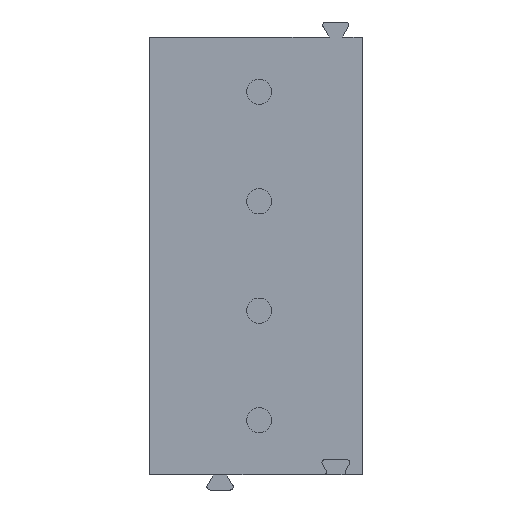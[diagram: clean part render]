
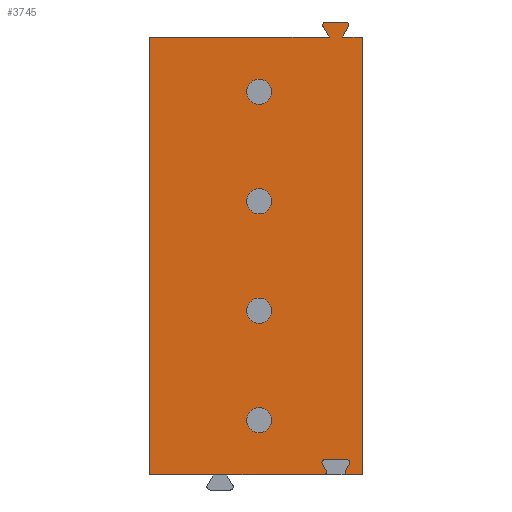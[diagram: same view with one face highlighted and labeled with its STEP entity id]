
A CAD part, front view. The second image highlights one B-rep face of the part: STEP entity #3745.
In plain terms, the highlighted planar face has unit normal (0, -1, 0).
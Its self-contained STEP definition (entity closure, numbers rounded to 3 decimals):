
#26=DIRECTION('',(1.,0.,0.));
#27=VECTOR('',#26,0.634);
#28=CARTESIAN_POINT('',(2.766,-4.2,12.25));
#29=LINE('',#28,#27);
#42=DIRECTION('',(1.,0.,0.));
#43=VECTOR('',#42,5.736);
#44=CARTESIAN_POINT('',(-3.4,-4.2,12.25));
#45=LINE('',#44,#43);
#333=CARTESIAN_POINT('',(2.948,-4.2,-1.65));
#334=DIRECTION('',(0.,-1.,0.));
#335=DIRECTION('',(-0.866,0.,0.5));
#336=AXIS2_PLACEMENT_3D('',#333,#334,#335);
#338=DIRECTION('',(0.5,0.,0.866));
#339=VECTOR('',#338,0.231);
#340=CARTESIAN_POINT('',(2.862,-4.2,-1.6));
#341=LINE('',#340,#339);
#342=CARTESIAN_POINT('',(2.89,-4.2,-1.35));
#343=DIRECTION('',(0.,-1.,0.));
#344=DIRECTION('',(0.866,0.,-0.5));
#345=AXIS2_PLACEMENT_3D('',#342,#343,#344);
#347=DIRECTION('',(-1.,0.,0.));
#348=VECTOR('',#347,0.681);
#349=CARTESIAN_POINT('',(2.89,-4.2,-1.25));
#350=LINE('',#349,#348);
#351=CARTESIAN_POINT('',(2.21,-4.2,-1.35));
#352=DIRECTION('',(0.,-1.,0.));
#353=DIRECTION('',(0.,0.,1.));
#354=AXIS2_PLACEMENT_3D('',#351,#352,#353);
#356=DIRECTION('',(0.5,0.,-0.866));
#357=VECTOR('',#356,0.231);
#358=CARTESIAN_POINT('',(2.123,-4.2,-1.4));
#359=LINE('',#358,#357);
#360=CARTESIAN_POINT('',(2.152,-4.2,-1.65));
#361=DIRECTION('',(0.,-1.,0.));
#362=DIRECTION('',(0.,0.,-1.));
#363=AXIS2_PLACEMENT_3D('',#360,#361,#362);
#365=DIRECTION('',(0.,0.,-1.));
#366=VECTOR('',#365,14.);
#367=CARTESIAN_POINT('',(-3.4,-4.2,12.25));
#368=LINE('',#367,#366);
#369=DIRECTION('',(0.504,0.,-0.864));
#370=VECTOR('',#369,0.382);
#371=CARTESIAN_POINT('',(2.144,-4.2,12.58));
#372=LINE('',#371,#370);
#373=CARTESIAN_POINT('',(2.23,-4.2,12.63));
#374=DIRECTION('',(0.,-1.,0.));
#375=DIRECTION('',(0.,0.,1.));
#376=AXIS2_PLACEMENT_3D('',#373,#374,#375);
#378=DIRECTION('',(-1.,0.,0.));
#379=VECTOR('',#378,0.64);
#380=CARTESIAN_POINT('',(2.87,-4.2,12.73));
#381=LINE('',#380,#379);
#382=CARTESIAN_POINT('',(2.87,-4.2,12.63));
#383=DIRECTION('',(0.,-1.,0.));
#384=DIRECTION('',(0.866,0.,-0.5));
#385=AXIS2_PLACEMENT_3D('',#382,#383,#384);
#387=DIRECTION('',(0.5,0.,0.866));
#388=VECTOR('',#387,0.381);
#389=CARTESIAN_POINT('',(2.766,-4.2,12.25));
#390=LINE('',#389,#388);
#391=CARTESIAN_POINT('',(0.1,-4.2,0.));
#392=DIRECTION('',(0.,1.,0.));
#393=DIRECTION('',(-1.,0.,0.));
#394=AXIS2_PLACEMENT_3D('',#391,#392,#393);
#396=CARTESIAN_POINT('',(0.1,-4.2,0.));
#397=DIRECTION('',(0.,1.,0.));
#398=DIRECTION('',(1.,0.,0.));
#399=AXIS2_PLACEMENT_3D('',#396,#397,#398);
#401=CARTESIAN_POINT('',(0.1,-4.2,3.5));
#402=DIRECTION('',(0.,1.,0.));
#403=DIRECTION('',(-1.,0.,0.));
#404=AXIS2_PLACEMENT_3D('',#401,#402,#403);
#406=CARTESIAN_POINT('',(0.1,-4.2,3.5));
#407=DIRECTION('',(0.,1.,0.));
#408=DIRECTION('',(1.,0.,0.));
#409=AXIS2_PLACEMENT_3D('',#406,#407,#408);
#411=CARTESIAN_POINT('',(0.1,-4.2,7.));
#412=DIRECTION('',(0.,1.,0.));
#413=DIRECTION('',(-1.,0.,0.));
#414=AXIS2_PLACEMENT_3D('',#411,#412,#413);
#416=CARTESIAN_POINT('',(0.1,-4.2,7.));
#417=DIRECTION('',(0.,1.,0.));
#418=DIRECTION('',(1.,0.,0.));
#419=AXIS2_PLACEMENT_3D('',#416,#417,#418);
#421=CARTESIAN_POINT('',(0.1,-4.2,10.5));
#422=DIRECTION('',(0.,1.,0.));
#423=DIRECTION('',(-1.,0.,0.));
#424=AXIS2_PLACEMENT_3D('',#421,#422,#423);
#426=CARTESIAN_POINT('',(0.1,-4.2,10.5));
#427=DIRECTION('',(0.,1.,0.));
#428=DIRECTION('',(1.,0.,0.));
#429=AXIS2_PLACEMENT_3D('',#426,#427,#428);
#439=DIRECTION('',(1.,0.,0.));
#440=VECTOR('',#439,0.452);
#441=CARTESIAN_POINT('',(2.948,-4.2,-1.75));
#442=LINE('',#441,#440);
#489=DIRECTION('',(1.,0.,0.));
#490=VECTOR('',#489,5.552);
#491=CARTESIAN_POINT('',(-3.4,-4.2,-1.75));
#492=LINE('',#491,#490);
#553=DIRECTION('',(0.,0.,-1.));
#554=VECTOR('',#553,14.);
#555=CARTESIAN_POINT('',(3.4,-4.2,12.25));
#556=LINE('',#555,#554);
#2627=CARTESIAN_POINT('',(-3.4,-4.2,12.25));
#2628=VERTEX_POINT('',#2627);
#2629=CARTESIAN_POINT('',(3.4,-4.2,12.25));
#2631=VERTEX_POINT('',#2629);
#2643=CARTESIAN_POINT('',(-3.4,-4.2,-1.75));
#2644=VERTEX_POINT('',#2643);
#2645=CARTESIAN_POINT('',(3.4,-4.2,-1.75));
#2647=VERTEX_POINT('',#2645);
#2681=CARTESIAN_POINT('',(2.336,-4.2,12.25));
#2682=VERTEX_POINT('',#2681);
#2683=CARTESIAN_POINT('',(2.766,-4.2,12.25));
#2684=VERTEX_POINT('',#2683);
#2685=CARTESIAN_POINT('',(2.23,-4.2,12.73));
#2686=CARTESIAN_POINT('',(2.144,-4.2,12.58));
#2687=VERTEX_POINT('',#2685);
#2688=VERTEX_POINT('',#2686);
#2689=CARTESIAN_POINT('',(2.957,-4.2,12.58));
#2690=CARTESIAN_POINT('',(2.87,-4.2,12.73));
#2691=VERTEX_POINT('',#2689);
#2692=VERTEX_POINT('',#2690);
#2717=CARTESIAN_POINT('',(2.948,-4.2,-1.75));
#2718=VERTEX_POINT('',#2717);
#2719=CARTESIAN_POINT('',(2.152,-4.2,-1.75));
#2720=VERTEX_POINT('',#2719);
#2721=CARTESIAN_POINT('',(2.862,-4.2,-1.6));
#2722=VERTEX_POINT('',#2721);
#2723=CARTESIAN_POINT('',(2.977,-4.2,-1.4));
#2724=VERTEX_POINT('',#2723);
#2725=CARTESIAN_POINT('',(2.89,-4.2,-1.25));
#2726=VERTEX_POINT('',#2725);
#2727=CARTESIAN_POINT('',(2.21,-4.2,-1.25));
#2728=VERTEX_POINT('',#2727);
#2729=CARTESIAN_POINT('',(2.123,-4.2,-1.4));
#2730=VERTEX_POINT('',#2729);
#2731=CARTESIAN_POINT('',(2.238,-4.2,-1.6));
#2732=VERTEX_POINT('',#2731);
#2895=CARTESIAN_POINT('',(-0.3,-4.2,0.));
#2896=CARTESIAN_POINT('',(0.5,-4.2,0.));
#2897=VERTEX_POINT('',#2895);
#2898=VERTEX_POINT('',#2896);
#2947=CARTESIAN_POINT('',(-0.3,-4.2,3.5));
#2948=VERTEX_POINT('',#2947);
#2949=CARTESIAN_POINT('',(0.5,-4.2,3.5));
#2950=VERTEX_POINT('',#2949);
#3051=CARTESIAN_POINT('',(-0.3,-4.2,7.));
#3052=VERTEX_POINT('',#3051);
#3053=CARTESIAN_POINT('',(0.5,-4.2,7.));
#3054=VERTEX_POINT('',#3053);
#3235=CARTESIAN_POINT('',(-0.3,-4.2,10.5));
#3236=VERTEX_POINT('',#3235);
#3237=CARTESIAN_POINT('',(0.5,-4.2,10.5));
#3238=VERTEX_POINT('',#3237);
#3681=CARTESIAN_POINT('',(-3.4,-4.2,12.25));
#3682=DIRECTION('',(0.,-1.,0.));
#3683=DIRECTION('',(1.,0.,0.));
#3684=AXIS2_PLACEMENT_3D('',#3681,#3682,#3683);
#3685=PLANE('',#3684);
#3687=ORIENTED_EDGE('',*,*,#3686,.F.);
#3689=ORIENTED_EDGE('',*,*,#3688,.T.);
#3691=ORIENTED_EDGE('',*,*,#3690,.T.);
#3693=ORIENTED_EDGE('',*,*,#3692,.T.);
#3695=ORIENTED_EDGE('',*,*,#3694,.T.);
#3697=ORIENTED_EDGE('',*,*,#3696,.T.);
#3699=ORIENTED_EDGE('',*,*,#3698,.F.);
#3701=ORIENTED_EDGE('',*,*,#3700,.F.);
#3702=ORIENTED_EDGE('',*,*,#3649,.F.);
#3703=ORIENTED_EDGE('',*,*,#3356,.T.);
#3705=ORIENTED_EDGE('',*,*,#3704,.F.);
#3707=ORIENTED_EDGE('',*,*,#3706,.F.);
#3709=ORIENTED_EDGE('',*,*,#3708,.F.);
#3711=ORIENTED_EDGE('',*,*,#3710,.F.);
#3713=ORIENTED_EDGE('',*,*,#3712,.F.);
#3714=ORIENTED_EDGE('',*,*,#3348,.T.);
#3716=ORIENTED_EDGE('',*,*,#3715,.T.);
#3718=ORIENTED_EDGE('',*,*,#3717,.F.);
#3719=EDGE_LOOP('',(#3687,#3689,#3691,#3693,#3695,#3697,#3699,#3701,#3702,#3703,
#3705,#3707,#3709,#3711,#3713,#3714,#3716,#3718));
#3720=FACE_OUTER_BOUND('',#3719,.F.);
#3722=ORIENTED_EDGE('',*,*,#3721,.F.);
#3724=ORIENTED_EDGE('',*,*,#3723,.F.);
#3725=EDGE_LOOP('',(#3722,#3724));
#3726=FACE_BOUND('',#3725,.F.);
#3728=ORIENTED_EDGE('',*,*,#3727,.F.);
#3730=ORIENTED_EDGE('',*,*,#3729,.F.);
#3731=EDGE_LOOP('',(#3728,#3730));
#3732=FACE_BOUND('',#3731,.F.);
#3734=ORIENTED_EDGE('',*,*,#3733,.F.);
#3736=ORIENTED_EDGE('',*,*,#3735,.F.);
#3737=EDGE_LOOP('',(#3734,#3736));
#3738=FACE_BOUND('',#3737,.F.);
#3740=ORIENTED_EDGE('',*,*,#3739,.F.);
#3742=ORIENTED_EDGE('',*,*,#3741,.F.);
#3743=EDGE_LOOP('',(#3740,#3742));
#3744=FACE_BOUND('',#3743,.F.);
#3745=ADVANCED_FACE('',(#3720,#3726,#3732,#3738,#3744),#3685,.T.);
#337=CIRCLE('',#336,0.1);
#346=CIRCLE('',#345,0.1);
#355=CIRCLE('',#354,0.1);
#364=CIRCLE('',#363,0.1);
#377=CIRCLE('',#376,0.1);
#386=CIRCLE('',#385,0.1);
#395=CIRCLE('',#394,0.4);
#400=CIRCLE('',#399,0.4);
#405=CIRCLE('',#404,0.4);
#410=CIRCLE('',#409,0.4);
#415=CIRCLE('',#414,0.4);
#420=CIRCLE('',#419,0.4);
#425=CIRCLE('',#424,0.4);
#430=CIRCLE('',#429,0.4);
#3348=EDGE_CURVE('',#2684,#2631,#29,.T.);
#3356=EDGE_CURVE('',#2628,#2682,#45,.T.);
#3649=EDGE_CURVE('',#2628,#2644,#368,.T.);
#3686=EDGE_CURVE('',#2722,#2718,#337,.T.);
#3688=EDGE_CURVE('',#2722,#2724,#341,.T.);
#3690=EDGE_CURVE('',#2724,#2726,#346,.T.);
#3692=EDGE_CURVE('',#2726,#2728,#350,.T.);
#3694=EDGE_CURVE('',#2728,#2730,#355,.T.);
#3696=EDGE_CURVE('',#2730,#2732,#359,.T.);
#3698=EDGE_CURVE('',#2720,#2732,#364,.T.);
#3700=EDGE_CURVE('',#2644,#2720,#492,.T.);
#3704=EDGE_CURVE('',#2688,#2682,#372,.T.);
#3706=EDGE_CURVE('',#2687,#2688,#377,.T.);
#3708=EDGE_CURVE('',#2692,#2687,#381,.T.);
#3710=EDGE_CURVE('',#2691,#2692,#386,.T.);
#3712=EDGE_CURVE('',#2684,#2691,#390,.T.);
#3715=EDGE_CURVE('',#2631,#2647,#556,.T.);
#3717=EDGE_CURVE('',#2718,#2647,#442,.T.);
#3721=EDGE_CURVE('',#2897,#2898,#395,.T.);
#3723=EDGE_CURVE('',#2898,#2897,#400,.T.);
#3727=EDGE_CURVE('',#2948,#2950,#405,.T.);
#3729=EDGE_CURVE('',#2950,#2948,#410,.T.);
#3733=EDGE_CURVE('',#3052,#3054,#415,.T.);
#3735=EDGE_CURVE('',#3054,#3052,#420,.T.);
#3739=EDGE_CURVE('',#3236,#3238,#425,.T.);
#3741=EDGE_CURVE('',#3238,#3236,#430,.T.);
